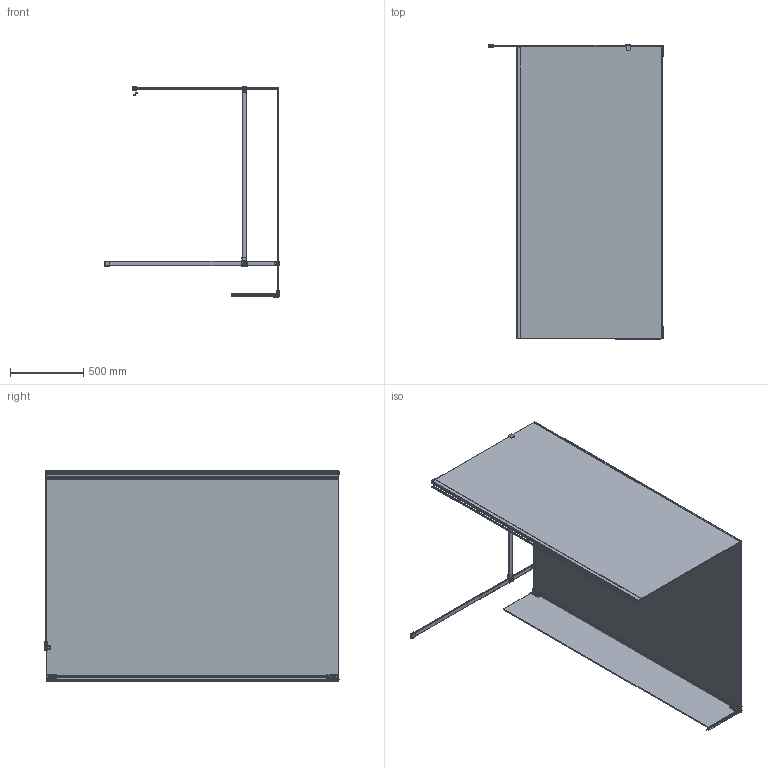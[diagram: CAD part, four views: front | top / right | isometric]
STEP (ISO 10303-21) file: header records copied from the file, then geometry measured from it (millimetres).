
FILE_DESCRIPTION (( 'STEP AP214' ), '1' );
FILE_NAME ('5.STEP', '2020-12-15T12:37:57', ( '' ), ( '' ), 'SwSTEP 2.0', 'SolidWorks 2010', '' );
FILE_SCHEMA (( 'AUTOMOTIVE_DESIGN' ));
Length unit declared in the file: millimetre
Products named in the file (38): 15; LW-D; LP-3079; Deflector hinge+moving door; LW-3518; LP-3078; LW-E; LW-F; Fixed glass1400X2000; Bottom seal for fixed glass; LP-3083; LP-3082; LP-3076; HDMJT3; LP-8967; LW-3533; HDMJT4; 10mmDBJT; 8mmDBJT; T bracing bar - 萵掛; LP-3084; LW-C; LW-1021; 30x10-3T; LW-1421; 10X30-1150; LP-3074; LW-B; Bottom seal for fixed glass - 萵掛; Fixed glass1000X2000; Glass to glass seal; LP-3075; 163; LW-A; LP-3080; LP-3081; 5; HDMJT2
Assembly tree (54 placements, depth 3):
  5
    T bracing bar - 萵掛
      LP-8967  x2
      LP-3074  x2
      30x10-3T
      LW-1421  x2
      10X30-1150  x2
      LW-3518  x2
      LP-3075  x2
      LW-1021
    Fixed glass1400X2000
    Fixed glass1000X2000
    10mmDBJT
    LW-C
    8mmDBJT
    Deflector hinge+moving door
      LP-3083  x4
      LW-D
      163
      LP-3078  x2
      LW-3533  x4
      LP-3079  x4
      LP-3080
      LW-A
      LW-E
      LP-3082  x2
      HDMJT3
      HDMJT4
      LP-3076
      LW-B
      LP-3081
      LW-F
      15
    HDMJT2
    LP-3084
    Glass to glass seal
    Bottom seal for fixed glass
    Bottom seal for fixed glass - 萵掛
Bounding box: 1200 x 2015.3 x 1440.61 mm (x, y, z)
Volume: 53755506 mm3; surface area: 13048045.3 mm2
Topology: 53 solids, 53 shells, 5112 faces, 12781 edges, 7874 vertices
Faces by surface type: plane 1984, cylinder 1283, bspline 1110, torus 383, sphere 212, cone 140
Entity records: 160301 total; most frequent: CARTESIAN_POINT 80202, ORIENTED_EDGE 16718, DIRECTION 14846, EDGE_CURVE 8359, VERTEX_POINT 5203, AXIS2_PLACEMENT_3D 5029, LINE 4788, VECTOR 4788
